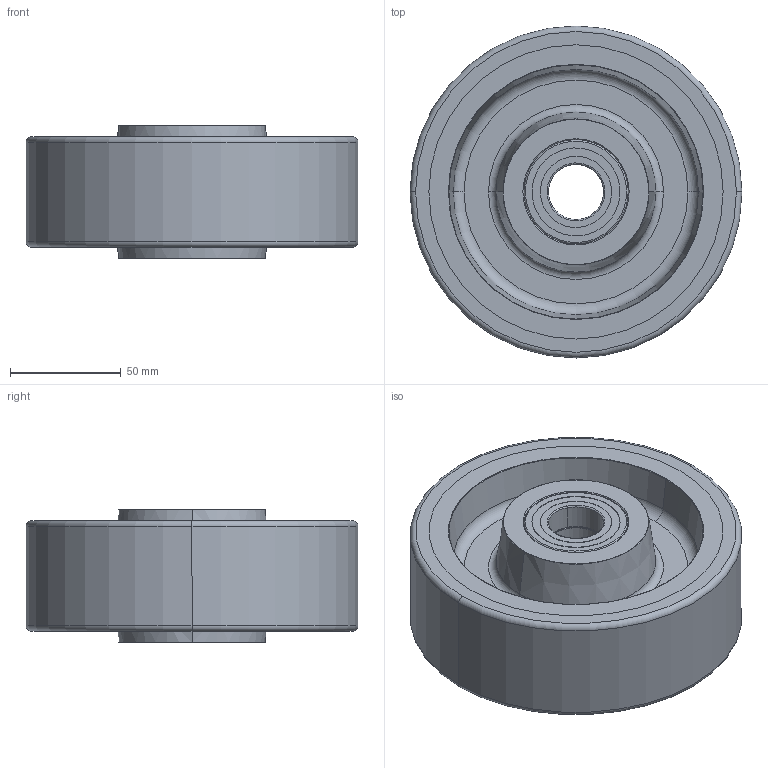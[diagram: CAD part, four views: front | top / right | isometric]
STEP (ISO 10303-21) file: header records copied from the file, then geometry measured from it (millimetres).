
FILE_DESCRIPTION (( 'STEP AP214' ), '1' );
FILE_NAME ('0017883.step', '2023-01-16T12:24:58', ( '' ), ( '' ), 'SwSTEP 2.0', 'SolidWorks 2020', '' );
FILE_SCHEMA (( 'AUTOMOTIVE_DESIGN' ));
Length unit declared in the file: millimetre
Products named in the file (1): 0017883
Bounding box: 150 x 150 x 60 mm (x, y, z)
Surface area: 125665.2 mm2 (no closed solid volume)
Topology: 0 solids, 9 shells, 82 faces, 180 edges, 112 vertices
Faces by surface type: torus 28, cylinder 20, cone 20, plane 14
Entity records: 3217 total; most frequent: DIRECTION 486, CARTESIAN_POINT 375, ORIENTED_EDGE 328, AXIS2_PLACEMENT_3D 223, EDGE_CURVE 180, CIRCLE 140, VERTEX_POINT 112, EDGE_LOOP 96
